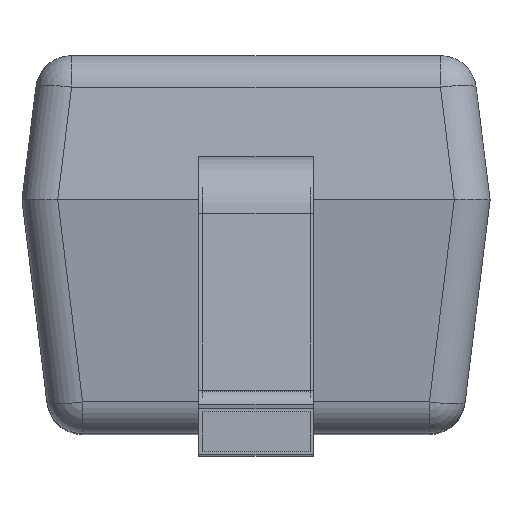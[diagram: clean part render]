
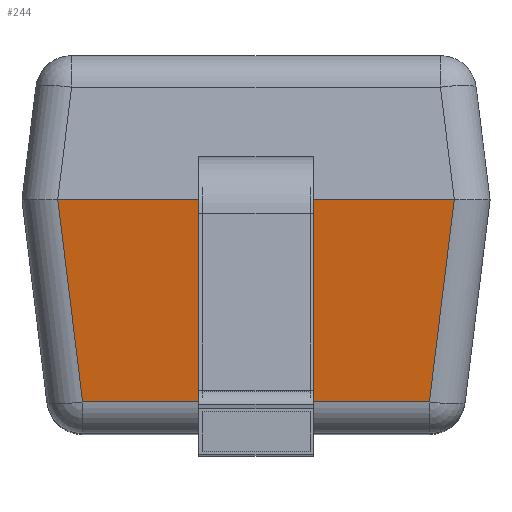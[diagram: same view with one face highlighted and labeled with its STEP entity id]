
A CAD part, top view. The second image highlights one B-rep face of the part: STEP entity #244.
In plain terms, the highlighted planar face has unit normal (0, -0.122, 0.993).
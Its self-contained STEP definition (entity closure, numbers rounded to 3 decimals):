
#244=ADVANCED_FACE('',(#245),#279,.T.);
#245=FACE_BOUND('',#246,.T.);
#246=EDGE_LOOP('',(#247,#257,#265,#273));
#247=ORIENTED_EDGE('',*,*,#248,.T.);
#248=EDGE_CURVE('',#249,#251,#253,.T.);
#249=VERTEX_POINT('',#250);
#250=CARTESIAN_POINT('',(0.551,0.,0.85));
#251=VERTEX_POINT('',#252);
#252=CARTESIAN_POINT('',(-0.551,0.,0.85));
#253=LINE('',#254,#255);
#254=CARTESIAN_POINT('',(1.355,0.,0.85));
#255=VECTOR('',#256,1.0);
#256=DIRECTION('',(-1.0,0.0,0.0));
#257=ORIENTED_EDGE('',*,*,#258,.T.);
#258=EDGE_CURVE('',#251,#259,#261,.F.);
#259=VERTEX_POINT('',#260);
#260=CARTESIAN_POINT('',(-0.482,-0.562,0.781));
#261=LINE('',#262,#263);
#262=CARTESIAN_POINT('',(-0.523,-0.227,0.822));
#263=VECTOR('',#264,1.0);
#264=DIRECTION('',(-0.121,0.985,0.121));
#265=ORIENTED_EDGE('',*,*,#266,.T.);
#266=EDGE_CURVE('',#259,#267,#269,.F.);
#267=VERTEX_POINT('',#268);
#268=CARTESIAN_POINT('',(0.482,-0.562,0.781));
#269=LINE('',#270,#271);
#270=CARTESIAN_POINT('',(1.355,-0.562,0.781));
#271=VECTOR('',#272,1.0);
#272=DIRECTION('',(-1.0,0.,0.));
#273=ORIENTED_EDGE('',*,*,#274,.T.);
#274=EDGE_CURVE('',#267,#249,#275,.F.);
#275=LINE('',#276,#277);
#276=CARTESIAN_POINT('',(0.563,0.096,0.862));
#277=VECTOR('',#278,1.0);
#278=DIRECTION('',(-0.121,-0.985,-0.121));
#279=PLANE('',#280);
#280=AXIS2_PLACEMENT_3D('',#281,#282,#283);
#281=CARTESIAN_POINT('',(1.355,0.,0.85));
#282=DIRECTION('',(0.0,-0.122,0.993));
#283=DIRECTION('',(0.0,-0.993,-0.122));
